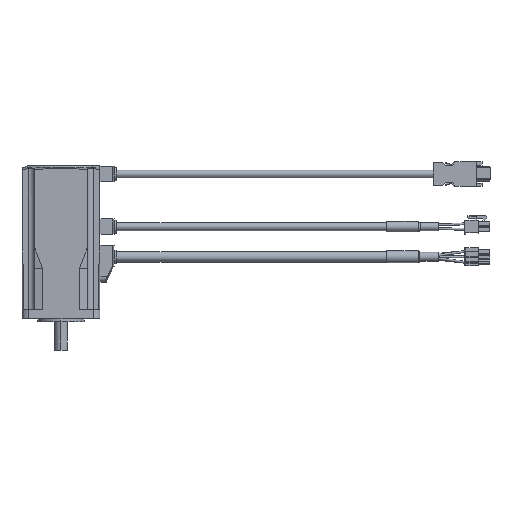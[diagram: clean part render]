
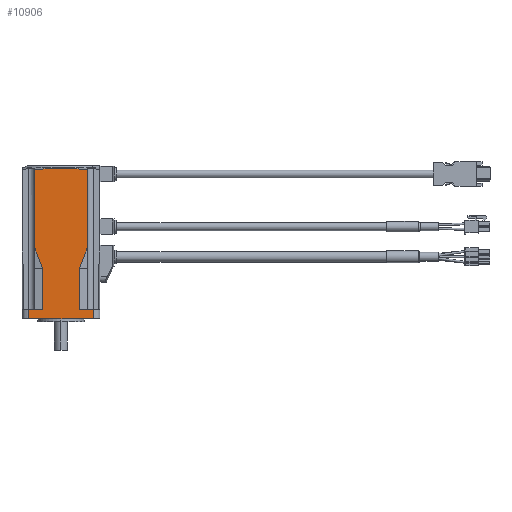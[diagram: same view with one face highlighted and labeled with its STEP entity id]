
A CAD part, left-side view. The second image highlights one B-rep face of the part: STEP entity #10906.
In plain terms, the highlighted planar face has unit normal (-1, 0, 0).
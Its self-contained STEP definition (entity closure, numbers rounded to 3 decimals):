
#578 = CARTESIAN_POINT ( 'NONE',  ( -30., -14., 7. ) ) ;
#678 = LINE ( 'NONE', #6654, #5004 ) ;
#1342 = VECTOR ( 'NONE', #14669, 1000. ) ;
#1512 = DIRECTION ( 'NONE',  ( -1., 0., 0. ) ) ;
#1613 = ORIENTED_EDGE ( 'NONE', *, *, #15595, .F. ) ;
#1950 = DIRECTION ( 'NONE',  ( 0., 0., 1. ) ) ;
#2336 = VECTOR ( 'NONE', #14414, 1000. ) ;
#2422 = ORIENTED_EDGE ( 'NONE', *, *, #17144, .F. ) ;
#2452 = LINE ( 'NONE', #12917, #12194 ) ;
#2585 = DIRECTION ( 'NONE',  ( 0., 0., -1. ) ) ;
#3339 = VERTEX_POINT ( 'NONE', #6098 ) ;
#3396 = VERTEX_POINT ( 'NONE', #15347 ) ;
#3656 = VERTEX_POINT ( 'NONE', #23546 ) ;
#3788 = VERTEX_POINT ( 'NONE', #20221 ) ;
#3921 = CARTESIAN_POINT ( 'NONE',  ( -30., 20.2, 54.7 ) ) ;
#3948 = LINE ( 'NONE', #21157, #11371 ) ;
#4143 = LINE ( 'NONE', #13532, #13854 ) ;
#4173 = ORIENTED_EDGE ( 'NONE', *, *, #12153, .F. ) ;
#4283 = DIRECTION ( 'NONE',  ( 0., 1., 0. ) ) ;
#4287 = VECTOR ( 'NONE', #15369, 1000. ) ;
#4429 = LINE ( 'NONE', #6549, #18370 ) ;
#4840 = DIRECTION ( 'NONE',  ( 0., 1., 0. ) ) ;
#5004 = VECTOR ( 'NONE', #4840, 1000. ) ;
#5200 = ORIENTED_EDGE ( 'NONE', *, *, #9218, .T. ) ;
#5352 = FACE_OUTER_BOUND ( 'NONE', #15669, .T. ) ;
#5872 = VERTEX_POINT ( 'NONE', #10650 ) ;
#5884 = AXIS2_PLACEMENT_3D ( 'NONE', #18731, #7835, #20539 ) ;
#5927 = LINE ( 'NONE', #7273, #19860 ) ;
#6098 = CARTESIAN_POINT ( 'NONE',  ( -30., 14., 7. ) ) ;
#6117 = CARTESIAN_POINT ( 'NONE',  ( -30., -20.2, 54.7 ) ) ;
#6276 = CARTESIAN_POINT ( 'NONE',  ( -30., 20.2, 54.7 ) ) ;
#6549 = CARTESIAN_POINT ( 'NONE',  ( -30., -20.2, 54.7 ) ) ;
#6654 = CARTESIAN_POINT ( 'NONE',  ( -30., 30., 0. ) ) ;
#7133 = ORIENTED_EDGE ( 'NONE', *, *, #22642, .F. ) ;
#7273 = CARTESIAN_POINT ( 'NONE',  ( -30., 14., 7. ) ) ;
#7590 = DIRECTION ( 'NONE',  ( 0., 0., 1. ) ) ;
#7835 = DIRECTION ( 'NONE',  ( 1., 0., 0. ) ) ;
#8336 = CARTESIAN_POINT ( 'NONE',  ( -30., 24.7, 7. ) ) ;
#8652 = CARTESIAN_POINT ( 'NONE',  ( -30., 24.7, 0. ) ) ;
#8762 = LINE ( 'NONE', #578, #17846 ) ;
#9218 = EDGE_CURVE ( 'NONE', #18150, #3656, #12317, .T. ) ;
#10301 = CIRCLE ( 'NONE', #5884, 146.969 ) ;
#10633 = CARTESIAN_POINT ( 'NONE',  ( -30., -30., 38.7 ) ) ;
#10650 = CARTESIAN_POINT ( 'NONE',  ( -30., -14., 38.7 ) ) ;
#10729 = VERTEX_POINT ( 'NONE', #8336 ) ;
#10906 = ADVANCED_FACE ( 'NONE', ( #5352 ), #23314, .T. ) ;
#11032 = VERTEX_POINT ( 'NONE', #3921 ) ;
#11041 = ORIENTED_EDGE ( 'NONE', *, *, #16961, .T. ) ;
#11067 = LINE ( 'NONE', #20105, #1342 ) ;
#11158 = VECTOR ( 'NONE', #7590, 1000. ) ;
#11371 = VECTOR ( 'NONE', #19342, 1000. ) ;
#12153 = EDGE_CURVE ( 'NONE', #11032, #19978, #16312, .T. ) ;
#12194 = VECTOR ( 'NONE', #1950, 1000. ) ;
#12317 = LINE ( 'NONE', #16638, #11158 ) ;
#12596 = CARTESIAN_POINT ( 'NONE',  ( -30., 20.2, 38.7 ) ) ;
#12917 = CARTESIAN_POINT ( 'NONE',  ( -30., -24.7, 7. ) ) ;
#13532 = CARTESIAN_POINT ( 'NONE',  ( -30., 24.7, 0. ) ) ;
#13549 = EDGE_CURVE ( 'NONE', #11032, #3396, #23040, .T. ) ;
#13655 = VERTEX_POINT ( 'NONE', #15588 ) ;
#13854 = VECTOR ( 'NONE', #2585, 1000. ) ;
#14315 = DIRECTION ( 'NONE',  ( 0., 0., 1. ) ) ;
#14414 = DIRECTION ( 'NONE',  ( 0., 0., 1. ) ) ;
#14606 = DIRECTION ( 'NONE',  ( 0., -1., 0. ) ) ;
#14669 = DIRECTION ( 'NONE',  ( 0., 0., -1. ) ) ;
#15347 = CARTESIAN_POINT ( 'NONE',  ( -30., 14., 38.7 ) ) ;
#15369 = DIRECTION ( 'NONE',  ( 0., -0.361, -0.932 ) ) ;
#15588 = CARTESIAN_POINT ( 'NONE',  ( -30., -24.7, 7. ) ) ;
#15595 = EDGE_CURVE ( 'NONE', #10729, #3339, #5927, .T. ) ;
#15669 = EDGE_LOOP ( 'NONE', ( #5200, #7133, #4173, #19760, #17673, #1613, #11041, #2422, #17175, #16506, #22701, #16263 ) ) ;
#16120 = EDGE_CURVE ( 'NONE', #19961, #13655, #2452, .T. ) ;
#16263 = ORIENTED_EDGE ( 'NONE', *, *, #19402, .F. ) ;
#16302 = EDGE_CURVE ( 'NONE', #13655, #3788, #8762, .T. ) ;
#16312 = LINE ( 'NONE', #12596, #2336 ) ;
#16506 = ORIENTED_EDGE ( 'NONE', *, *, #16302, .T. ) ;
#16638 = CARTESIAN_POINT ( 'NONE',  ( -30., -20.2, 38.7 ) ) ;
#16961 = EDGE_CURVE ( 'NONE', #10729, #20162, #4143, .T. ) ;
#17144 = EDGE_CURVE ( 'NONE', #19961, #20162, #678, .T. ) ;
#17175 = ORIENTED_EDGE ( 'NONE', *, *, #16120, .T. ) ;
#17673 = ORIENTED_EDGE ( 'NONE', *, *, #17951, .T. ) ;
#17697 = EDGE_CURVE ( 'NONE', #5872, #3788, #3948, .T. ) ;
#17846 = VECTOR ( 'NONE', #4283, 1000. ) ;
#17951 = EDGE_CURVE ( 'NONE', #3396, #3339, #11067, .T. ) ;
#18150 = VERTEX_POINT ( 'NONE', #6117 ) ;
#18370 = VECTOR ( 'NONE', #22894, 1000. ) ;
#18731 = CARTESIAN_POINT ( 'NONE',  ( -30., 0., -30.797 ) ) ;
#18960 = CARTESIAN_POINT ( 'NONE',  ( -30., 20.2, 114.778 ) ) ;
#19342 = DIRECTION ( 'NONE',  ( 0., 0., -1. ) ) ;
#19402 = EDGE_CURVE ( 'NONE', #18150, #5872, #4429, .T. ) ;
#19760 = ORIENTED_EDGE ( 'NONE', *, *, #13549, .T. ) ;
#19860 = VECTOR ( 'NONE', #14606, 1000. ) ;
#19961 = VERTEX_POINT ( 'NONE', #22519 ) ;
#19978 = VERTEX_POINT ( 'NONE', #18960 ) ;
#20105 = CARTESIAN_POINT ( 'NONE',  ( -30., 14., 10.5 ) ) ;
#20162 = VERTEX_POINT ( 'NONE', #8652 ) ;
#20221 = CARTESIAN_POINT ( 'NONE',  ( -30., -14., 7. ) ) ;
#20539 = DIRECTION ( 'NONE',  ( 0., 0., -1. ) ) ;
#21157 = CARTESIAN_POINT ( 'NONE',  ( -30., -14., 10.5 ) ) ;
#22205 = AXIS2_PLACEMENT_3D ( 'NONE', #10633, #1512, #14315 ) ;
#22519 = CARTESIAN_POINT ( 'NONE',  ( -30., -24.7, 0. ) ) ;
#22642 = EDGE_CURVE ( 'NONE', #19978, #3656, #10301, .T. ) ;
#22701 = ORIENTED_EDGE ( 'NONE', *, *, #17697, .F. ) ;
#22894 = DIRECTION ( 'NONE',  ( 0., 0.361, -0.932 ) ) ;
#23040 = LINE ( 'NONE', #6276, #4287 ) ;
#23314 = PLANE ( 'NONE',  #22205 ) ;
#23546 = CARTESIAN_POINT ( 'NONE',  ( -30., -20.2, 114.778 ) ) ;
